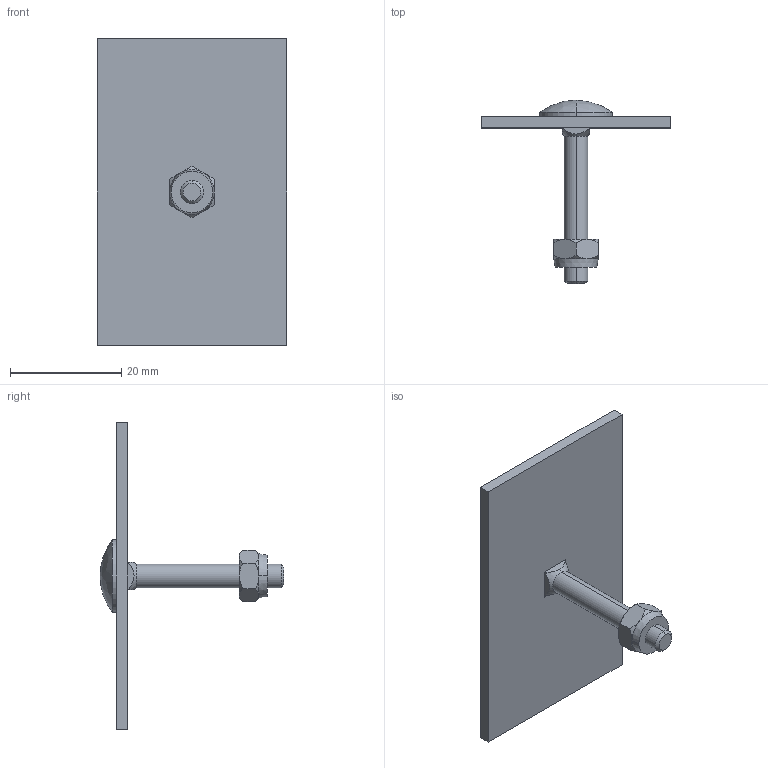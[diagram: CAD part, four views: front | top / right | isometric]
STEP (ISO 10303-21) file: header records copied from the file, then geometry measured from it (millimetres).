
FILE_DESCRIPTION (( 'STEP AP203' ), '1' );
FILE_NAME ('30-02-1651.STEP', '2013-06-05T10:51:04', ( 'asennus' ), ( '' ), 'SwSTEP 2.0', 'SolidWorks 2013', '' );
FILE_SCHEMA (( 'CONFIG_CONTROL_DESIGN' ));
Length unit declared in the file: millimetre
Products named in the file (1): 30-02-1651
Bounding box: 34 x 33 x 55 mm (x, y, z)
Volume: 4580.8 mm3; surface area: 5067 mm2
Topology: 3 solids, 3 shells, 59 faces, 126 edges, 75 vertices
Faces by surface type: plane 29, cone 18, cylinder 10, sphere 2
Entity records: 1801 total; most frequent: CARTESIAN_POINT 475, DIRECTION 258, ORIENTED_EDGE 252, EDGE_CURVE 126, AXIS2_PLACEMENT_3D 102, VERTEX_POINT 75, EDGE_LOOP 65, FACE_OUTER_BOUND 59
